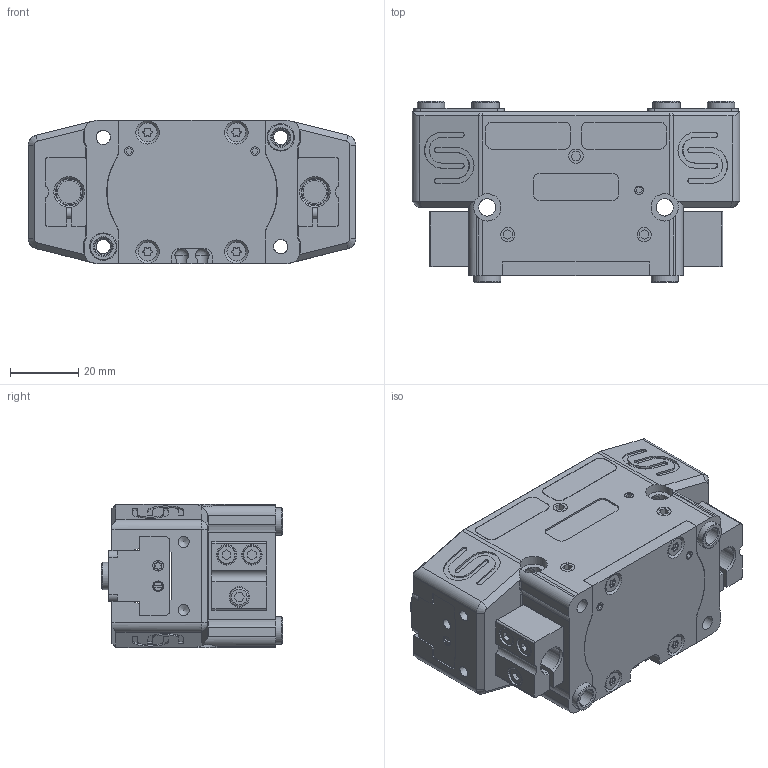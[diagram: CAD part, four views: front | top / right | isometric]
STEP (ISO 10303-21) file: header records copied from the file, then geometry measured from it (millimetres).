
FILE_DESCRIPTION(/* description */ ('STEP AP214'),/* implementation_level */ '2;1');
FILE_NAME(/* name */ 'CGS2-80-1(0)',/* time_stamp */ '2022-08-09T13:40:01+02:00',/* author */ ('License CC BY-ND 4.0'),/* organization */ ('CADENAS'),/* preprocessor_version */ 'ST-DEVELOPER v18.102',/* originating_system */ 'PARTsolutions',/* authorisation */ ' ');
FILE_SCHEMA (('AUTOMOTIVE_DESIGN {1 0 10303 214 3 1 1}'));
Length unit declared in the file: millimetre
Products named in the file (8): CGS2-80-1(0); 150000907bs; 150000907h; 150000907p; 150000907js; 150000907jL; 150000907jR; 150000907b
Assembly tree (12 placements, depth 2):
  CGS2-80-1(0)
    150000907bs  x2
    150000907h  x2
    150000907p
    150000907js  x4
    150000907jL
    150000907jR
    150000907b
Bounding box: 96 x 53.1 x 42 mm (x, y, z)
Volume: 146684.9 mm3; surface area: 48633.2 mm2
Topology: 12 solids, 12 shells, 918 faces, 2279 edges, 1488 vertices
Faces by surface type: plane 447, cylinder 359, cone 96, torus 14, sphere 2
Full cylindrical faces by diameter (mm): 2.013 x4, 2.459 x6, 2.5 x8, 3 x8, 3.1 x4, 3.242 x4, 3.4 x6, 4 x4, 4.134 x6, 4.2 x11, 4.7 x4, 5.1 x2, 5.2 x6, 5.5 x8, 5.6 x2, 6 x6, 6.8 x2, 7.3 x4, 8 x14, 8.2 x2, 8.8 x2
Entity records: 27580 total; most frequent: CARTESIAN_POINT 4248, DIRECTION 4204, ORIENTED_EDGE 3706, EDGE_CURVE 1853, AXIS2_PLACEMENT_3D 1567, VERTEX_POINT 1321, FACE_BOUND 1122, EDGE_LOOP 1102
